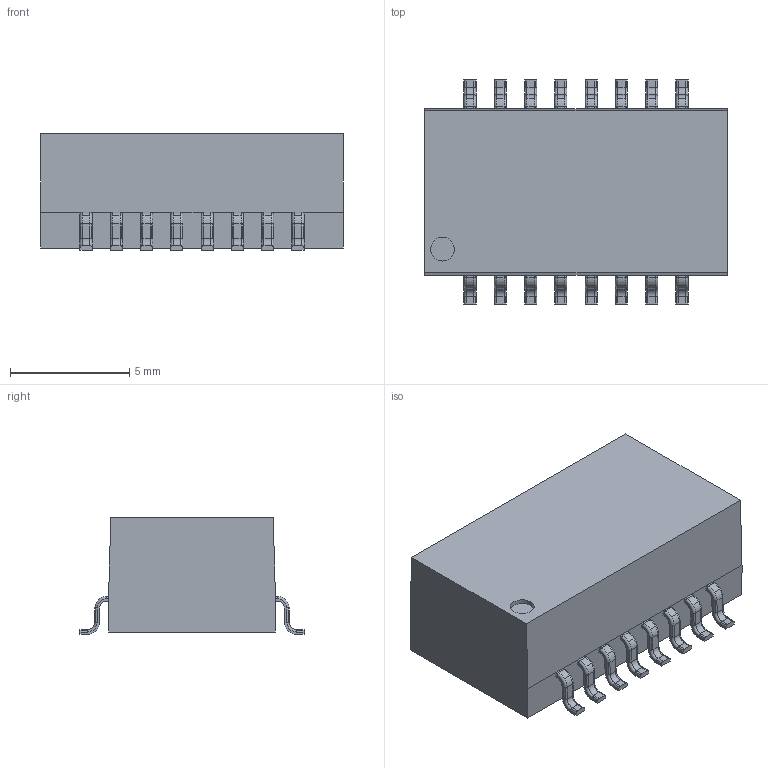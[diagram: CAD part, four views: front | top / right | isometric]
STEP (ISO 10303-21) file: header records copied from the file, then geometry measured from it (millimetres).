
FILE_DESCRIPTION(/* description */ ('STEP AP242','CAx-IF Rec.Pracs.---Representation and Presentation of Product Manufacturing Information (PMI)---4.0---2014-10-13','CAx-IF Rec.Pracs.---3D Tessellated Geometry---0.4---2014-09-14','2;1'),/* implementation_level */ '2;1');
FILE_NAME(/* name */ '68d7107e20d4ffdec4c9c44d',/* time_stamp */ '2025-09-26T22:15:28Z',/* author */ (''),/* organization */ (''),/* preprocessor_version */ 'ST-DEVELOPER v20',/* originating_system */ 'ONSHAPE BY PTC INC, 1.204',/* authorisation */ ' ');
FILE_SCHEMA (('AP242_MANAGED_MODEL_BASED_3D_ENGINEERING_MIM_LF { 1 0 10303 442 1 1 4 }'));
Length unit declared in the file: metre
Products named in the file (3): Ethernet Pulse Transformer SMD; Pin; Body
Assembly tree (17 placements, depth 2):
  Ethernet Pulse Transformer SMD
    Pin  x16
    Body
Bounding box: 12.7 x 9.4 x 4.9 mm (x, y, z)
Volume: 207.6 mm3; surface area: 549 mm2
Topology: 17 solids, 17 shells, 530 faces, 1450 edges, 956 vertices
Faces by surface type: cylinder 290, plane 176, torus 64
Entity records: 1863 total; most frequent: DIRECTION 316, CARTESIAN_POINT 284, ORIENTED_EDGE 260, EDGE_CURVE 130, AXIS2_PLACEMENT_3D 118, VERTEX_POINT 86, LINE 80, VECTOR 80
